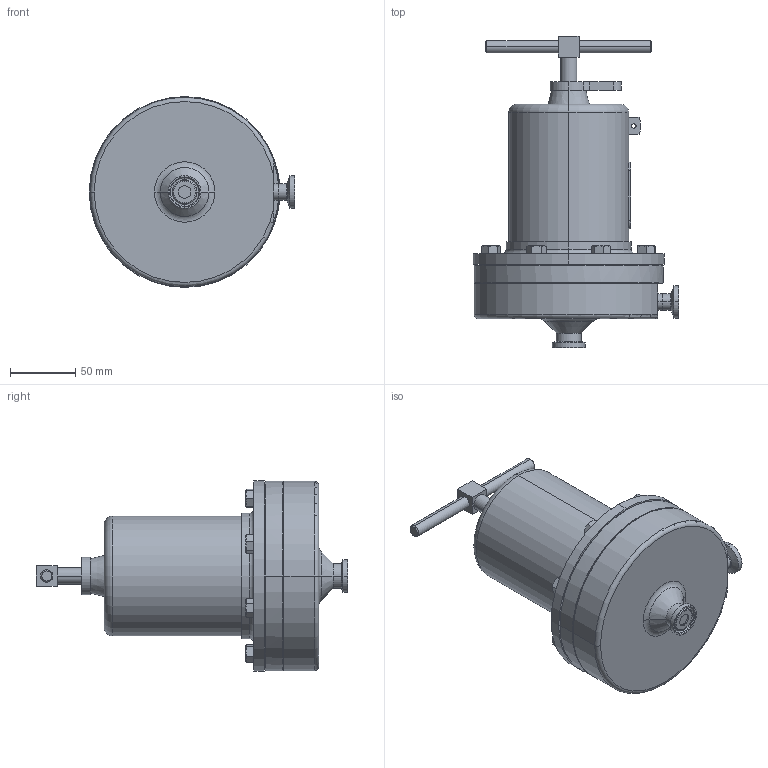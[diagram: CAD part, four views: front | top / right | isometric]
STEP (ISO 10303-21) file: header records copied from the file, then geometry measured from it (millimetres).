
FILE_DESCRIPTION (( 'STEP AP203' ), '1' );
FILE_NAME ('95-050.STEP', '2017-06-08T15:10:41', ( '' ), ( '' ), 'SwSTEP 2.0', 'SolidWorks 2014', '' );
FILE_SCHEMA (( 'CONFIG_CONTROL_DESIGN' ));
Length unit declared in the file: inch
Products named in the file (2): 95-050
Bounding box: 157.23 x 238.12 x 146.05 mm (x, y, z)
Volume: 1622116.6 mm3; surface area: 124625.3 mm2
Topology: 1 solids, 2 shells, 259 faces, 603 edges, 374 vertices
Faces by surface type: plane 94, cylinder 80, cone 69, torus 16
Entity records: 8060 total; most frequent: CARTESIAN_POINT 1918, DIRECTION 1281, ORIENTED_EDGE 1206, EDGE_CURVE 603, AXIS2_PLACEMENT_3D 521, VERTEX_POINT 374, EDGE_LOOP 319, CIRCLE 260
